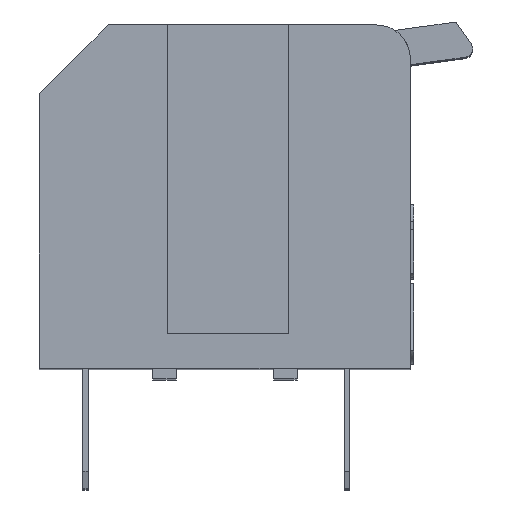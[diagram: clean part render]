
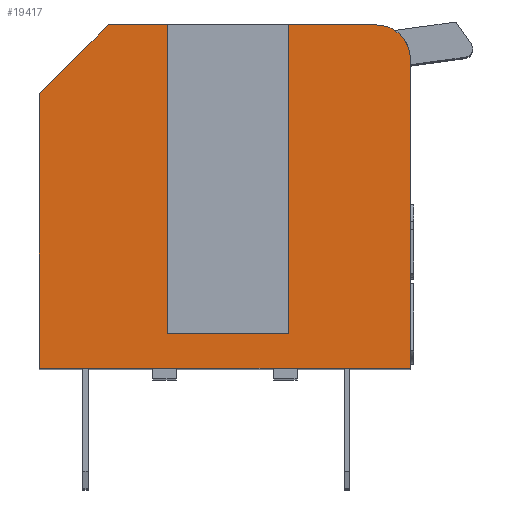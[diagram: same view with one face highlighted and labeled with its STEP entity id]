
A CAD part, top view. The second image highlights one B-rep face of the part: STEP entity #19417.
In plain terms, the highlighted planar face has unit normal (0, 0, 1).
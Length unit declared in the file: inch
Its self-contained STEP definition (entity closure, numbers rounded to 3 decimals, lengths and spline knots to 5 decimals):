
#17514=CARTESIAN_POINT('',(0.33538,0.25207,0.03683));
#17515=VERTEX_POINT('',#17514);
#17522=CARTESIAN_POINT('',(0.33538,-0.10226,0.03683));
#17523=VERTEX_POINT('',#17522);
#17524=CARTESIAN_POINT('',(0.33538,0.25207,0.03683));
#17525=DIRECTION('',(0.0,-1.0,0.0));
#17526=VECTOR('',#17525,0.35433);
#17527=LINE('',#17524,#17526);
#17528=EDGE_CURVE('',#17515,#17523,#17527,.T.);
#17787=CARTESIAN_POINT('',(0.19601,-0.06289,0.03683));
#17788=VERTEX_POINT('',#17787);
#17797=CARTESIAN_POINT('',(0.19601,0.29144,0.03683));
#17798=VERTEX_POINT('',#17797);
#17799=CARTESIAN_POINT('',(0.19601,0.29144,0.03683));
#17800=DIRECTION('',(0.0,-1.0,0.0));
#17801=VECTOR('',#17800,0.35433);
#17802=LINE('',#17799,#17801);
#17803=EDGE_CURVE('',#17798,#17788,#17802,.T.);
#17858=CARTESIAN_POINT('',(0.05664,-0.06289,0.03683));
#17859=VERTEX_POINT('',#17858);
#17867=CARTESIAN_POINT('',(0.05664,0.29144,0.03683));
#17868=VERTEX_POINT('',#17867);
#17875=CARTESIAN_POINT('',(0.05664,-0.06289,0.03683));
#17876=DIRECTION('',(0.0,1.0,0.0));
#17877=VECTOR('',#17876,0.35433);
#17878=LINE('',#17875,#17877);
#17879=EDGE_CURVE('',#17859,#17868,#17878,.T.);
#17892=CARTESIAN_POINT('',(0.19601,-0.06289,0.03683));
#17893=DIRECTION('',(-1.0,0.0,0.0));
#17894=VECTOR('',#17893,0.13937);
#17895=LINE('',#17892,#17894);
#17896=EDGE_CURVE('',#17788,#17859,#17895,.T.);
#17909=CARTESIAN_POINT('',(0.29601,0.29144,0.03683));
#17910=VERTEX_POINT('',#17909);
#17911=CARTESIAN_POINT('',(0.19601,0.29144,0.03683));
#17912=DIRECTION('',(1.0,0.0,0.0));
#17913=VECTOR('',#17912,0.1);
#17914=LINE('',#17911,#17913);
#17915=EDGE_CURVE('',#17798,#17910,#17914,.T.);
#18033=CARTESIAN_POINT('',(-0.01108,0.29144,0.03683));
#18034=VERTEX_POINT('',#18033);
#18041=CARTESIAN_POINT('',(-0.01108,0.29144,0.03683));
#18042=DIRECTION('',(1.0,0.0,0.0));
#18043=VECTOR('',#18042,0.06772);
#18044=LINE('',#18041,#18043);
#18045=EDGE_CURVE('',#18034,#17868,#18044,.T.);
#19102=CARTESIAN_POINT('',(0.29601,0.25207,0.03683));
#19103=DIRECTION('',(0.0,0.0,-1.0));
#19104=DIRECTION('',(-1.0,0.0,0.0));
#19105=AXIS2_PLACEMENT_3D('',#19102,#19103,#19104);
#19106=CIRCLE('',#19105,0.03937);
#19107=EDGE_CURVE('',#17910,#17515,#19106,.T.);
#19173=CARTESIAN_POINT('',(-0.08982,-0.10226,0.03683));
#19174=VERTEX_POINT('',#19173);
#19175=CARTESIAN_POINT('',(-0.08982,0.2127,0.03683));
#19176=VERTEX_POINT('',#19175);
#19177=CARTESIAN_POINT('',(-0.08982,-0.10226,0.03683));
#19178=DIRECTION('',(0.0,1.0,0.0));
#19179=VECTOR('',#19178,0.31496);
#19180=LINE('',#19177,#19179);
#19181=EDGE_CURVE('',#19174,#19176,#19180,.T.);
#19213=CARTESIAN_POINT('',(-0.08982,0.2127,0.03683));
#19214=DIRECTION('',(0.707,0.707,0.0));
#19215=VECTOR('',#19214,0.11136);
#19216=LINE('',#19213,#19215);
#19217=EDGE_CURVE('',#19176,#18034,#19216,.T.);
#19251=CARTESIAN_POINT('',(0.33538,-0.10226,0.03683));
#19252=DIRECTION('',(-1.0,0.0,0.0));
#19253=VECTOR('',#19252,0.4252);
#19254=LINE('',#19251,#19253);
#19255=EDGE_CURVE('',#17523,#19174,#19254,.T.);
#19400=CARTESIAN_POINT('',(-0.11108,-0.12194,0.03683));
#19401=DIRECTION('',(0.0,0.0,1.0));
#19402=DIRECTION('',(1.0,0.0,0.0));
#19403=AXIS2_PLACEMENT_3D('',#19400,#19401,#19402);
#19404=PLANE('',#19403);
#19405=ORIENTED_EDGE('',*,*,#17879,.T.);
#19406=ORIENTED_EDGE('',*,*,#18045,.F.);
#19407=ORIENTED_EDGE('',*,*,#19217,.F.);
#19408=ORIENTED_EDGE('',*,*,#19181,.F.);
#19409=ORIENTED_EDGE('',*,*,#19255,.F.);
#19410=ORIENTED_EDGE('',*,*,#17528,.F.);
#19411=ORIENTED_EDGE('',*,*,#19107,.F.);
#19412=ORIENTED_EDGE('',*,*,#17915,.F.);
#19413=ORIENTED_EDGE('',*,*,#17803,.T.);
#19414=ORIENTED_EDGE('',*,*,#17896,.T.);
#19415=EDGE_LOOP('',(#19405,#19406,#19407,#19408,#19409,#19410,#19411,#19412,#19413,#19414));
#19416=FACE_OUTER_BOUND('',#19415,.T.);
#19417=ADVANCED_FACE('',(#19416),#19404,.T.);
